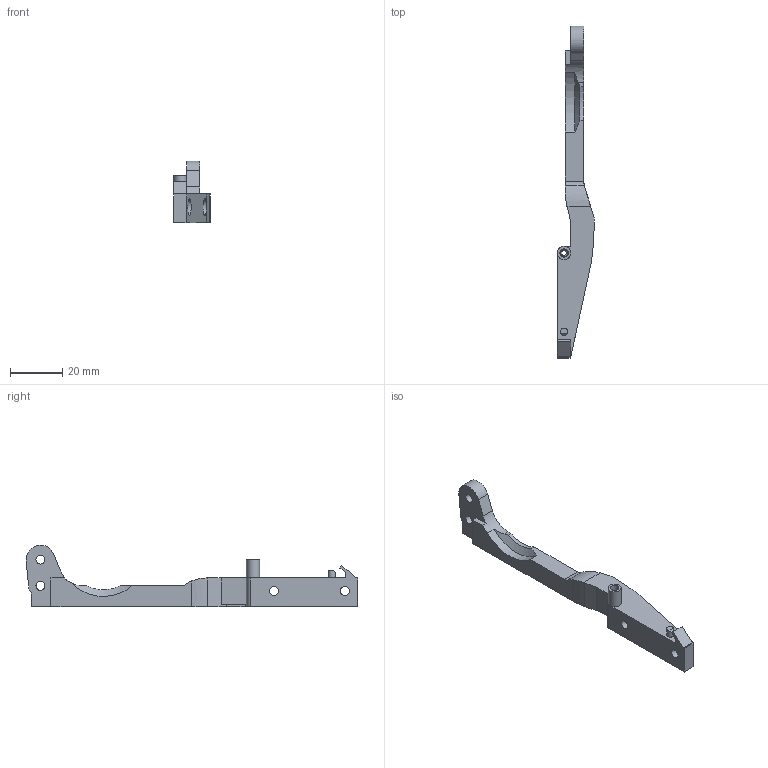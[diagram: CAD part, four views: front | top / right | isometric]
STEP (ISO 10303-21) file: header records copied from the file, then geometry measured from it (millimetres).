
FILE_DESCRIPTION(('FreeCAD Model'),'2;1');
FILE_NAME('Open CASCADE Shape Model','2024-05-18T20:43:05',(''),(''), 'Open CASCADE STEP processor 7.6','FreeCAD','Unknown');
FILE_SCHEMA(('AUTOMOTIVE_DESIGN { 1 0 10303 214 1 1 1 1 }'));
Length unit declared in the file: millimetre
Products named in the file (1): Pocket053032729
Bounding box: 14.08 x 126.49 x 23.5 mm (x, y, z)
Volume: 10079.6 mm3; surface area: 5697.9 mm2
Topology: 1 solids, 1 shells, 154 faces, 370 edges, 219 vertices
Faces by surface type: bspline 67, cylinder 45, plane 34, cone 8
Full cylindrical faces by diameter (mm): 2.7 x21, 3.2 x1, 3.4 x4, 5 x1, 6.3 x1
Entity records: 22361 total; most frequent: CARTESIAN_POINT 15738, DIRECTION 924, ORIENTED_EDGE 740, PCURVE 740, DEFINITIONAL_REPRESENTATION 740, LINE 549, VECTOR 549, B_SPLINE_CURVE_WITH_KNOTS 422
